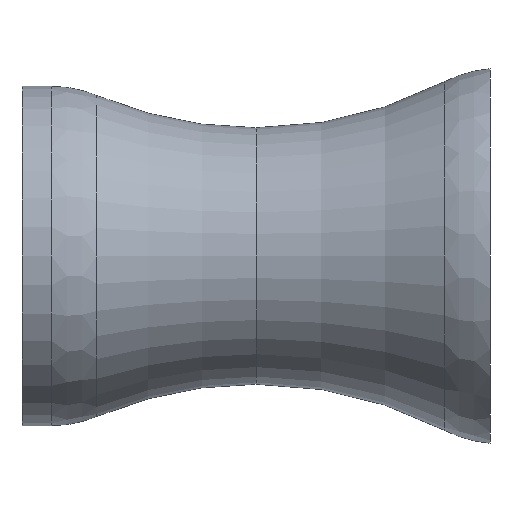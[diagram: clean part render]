
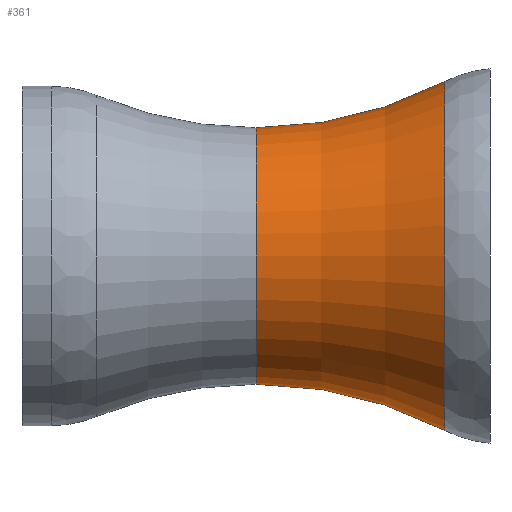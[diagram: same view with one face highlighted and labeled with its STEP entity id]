
A CAD part, front view. The second image highlights one B-rep face of the part: STEP entity #361.
In plain terms, the highlighted toroidal (fillet/blend) face has major radius 45.965 mm and minor radius 35 mm.
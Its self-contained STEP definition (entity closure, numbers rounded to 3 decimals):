
#37 = DIRECTION ( 'NONE',  ( -1., 0., 0. ) ) ;
#53 = CARTESIAN_POINT ( 'NONE',  ( 0., 0., 45.965 ) ) ;
#160 = DIRECTION ( 'NONE',  ( 0., 0., -1. ) ) ;
#168 = AXIS2_PLACEMENT_3D ( 'NONE', #1390, #399, #1019 ) ;
#357 = VERTEX_POINT ( 'NONE', #1218 ) ;
#361 = ADVANCED_FACE ( 'NONE', ( #966 ), #1509, .F. ) ;
#399 = DIRECTION ( 'NONE',  ( -1., 0., 0. ) ) ;
#471 = CARTESIAN_POINT ( 'NONE',  ( 0., 0., 10.965 ) ) ;
#505 = CIRCLE ( 'NONE', #1583, 35. ) ;
#507 = CARTESIAN_POINT ( 'NONE',  ( 16.128, 0., 14.902 ) ) ;
#539 = VERTEX_POINT ( 'NONE', #471 ) ;
#552 = CIRCLE ( 'NONE', #1447, 35. ) ;
#580 = AXIS2_PLACEMENT_3D ( 'NONE', #673, #37, #1164 ) ;
#673 = CARTESIAN_POINT ( 'NONE',  ( 16.128, 0., 0. ) ) ;
#693 = CARTESIAN_POINT ( 'NONE',  ( 0., 0., -45.965 ) ) ;
#742 = DIRECTION ( 'NONE',  ( 0., 0., 1. ) ) ;
#743 = EDGE_LOOP ( 'NONE', ( #761, #1430, #842, #1419 ) ) ;
#758 = CIRCLE ( 'NONE', #580, 14.902 ) ;
#761 = ORIENTED_EDGE ( 'NONE', *, *, #907, .F. ) ;
#796 = DIRECTION ( 'NONE',  ( 0., -1., 0. ) ) ;
#842 = ORIENTED_EDGE ( 'NONE', *, *, #937, .T. ) ;
#863 = VERTEX_POINT ( 'NONE', #507 ) ;
#883 = EDGE_CURVE ( 'NONE', #539, #863, #505, .T. ) ;
#907 = EDGE_CURVE ( 'NONE', #1391, #539, #1117, .T. ) ;
#924 = DIRECTION ( 'NONE',  ( 0., 1., 0. ) ) ;
#937 = EDGE_CURVE ( 'NONE', #357, #863, #758, .T. ) ;
#941 = AXIS2_PLACEMENT_3D ( 'NONE', #1083, #1361, #742 ) ;
#966 = FACE_OUTER_BOUND ( 'NONE', #743, .T. ) ;
#1019 = DIRECTION ( 'NONE',  ( 0., 0., 1. ) ) ;
#1083 = CARTESIAN_POINT ( 'NONE',  ( 0., 0., 0. ) ) ;
#1117 = CIRCLE ( 'NONE', #168, 10.965 ) ;
#1164 = DIRECTION ( 'NONE',  ( 0., 0., 1. ) ) ;
#1218 = CARTESIAN_POINT ( 'NONE',  ( 16.128, 0., -14.902 ) ) ;
#1306 = CARTESIAN_POINT ( 'NONE',  ( 0., 0., -10.965 ) ) ;
#1361 = DIRECTION ( 'NONE',  ( -1., 0., 0. ) ) ;
#1384 = EDGE_CURVE ( 'NONE', #1391, #357, #552, .T. ) ;
#1390 = CARTESIAN_POINT ( 'NONE',  ( 0., 0., 0. ) ) ;
#1391 = VERTEX_POINT ( 'NONE', #1306 ) ;
#1419 = ORIENTED_EDGE ( 'NONE', *, *, #883, .F. ) ;
#1430 = ORIENTED_EDGE ( 'NONE', *, *, #1384, .T. ) ;
#1447 = AXIS2_PLACEMENT_3D ( 'NONE', #693, #924, #1559 ) ;
#1509 = TOROIDAL_SURFACE ( 'NONE', #941, 45.965, 35. ) ;
#1559 = DIRECTION ( 'NONE',  ( 0., 0., 1. ) ) ;
#1583 = AXIS2_PLACEMENT_3D ( 'NONE', #53, #796, #160 ) ;
